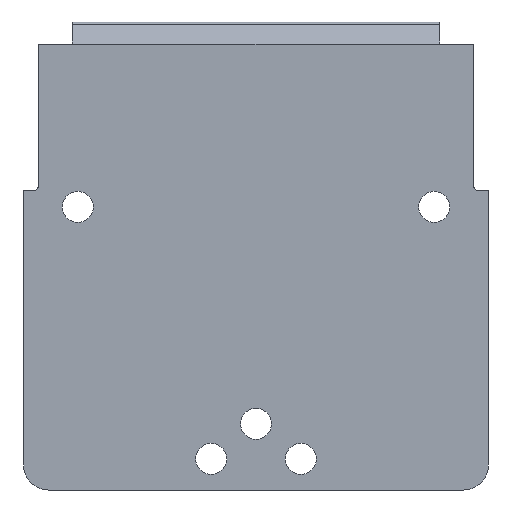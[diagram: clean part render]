
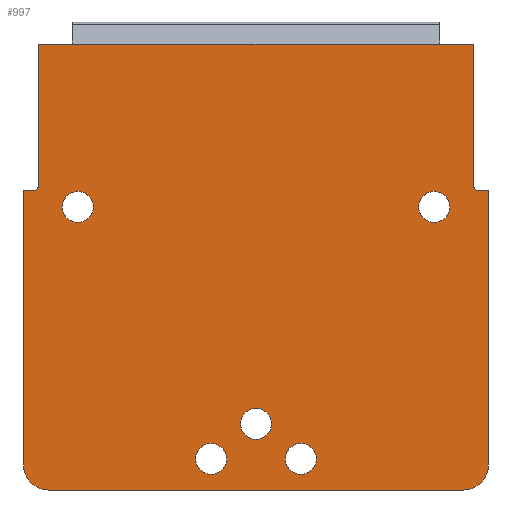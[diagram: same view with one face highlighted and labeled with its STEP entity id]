
A CAD part, front view. The second image highlights one B-rep face of the part: STEP entity #997.
In plain terms, the highlighted planar face has unit normal (0, -1, 0).
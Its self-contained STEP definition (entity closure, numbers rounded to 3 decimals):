
#23=FACE_BOUND('',#170,.T.);
#24=FACE_BOUND('',#171,.T.);
#25=FACE_BOUND('',#172,.T.);
#26=FACE_BOUND('',#173,.T.);
#27=FACE_BOUND('',#174,.T.);
#63=PLANE('',#1082);
#110=FACE_OUTER_BOUND('',#169,.T.);
#169=EDGE_LOOP('',(#879,#880,#881,#882,#883,#884,#885,#886,#887,#888,#889,
#890));
#170=EDGE_LOOP('',(#891));
#171=EDGE_LOOP('',(#892));
#172=EDGE_LOOP('',(#893));
#173=EDGE_LOOP('',(#894));
#174=EDGE_LOOP('',(#895));
#280=LINE('',#1590,#394);
#283=LINE('',#1601,#397);
#285=LINE('',#1604,#399);
#288=LINE('',#1613,#402);
#289=LINE('',#1615,#403);
#290=LINE('',#1619,#404);
#291=LINE('',#1620,#405);
#292=LINE('',#1621,#406);
#394=VECTOR('',#1298,10.);
#397=VECTOR('',#1311,10.);
#399=VECTOR('',#1315,10.);
#402=VECTOR('',#1324,10.);
#403=VECTOR('',#1325,10.);
#404=VECTOR('',#1328,10.);
#405=VECTOR('',#1329,10.);
#406=VECTOR('',#1330,10.);
#429=CIRCLE('',#1070,2.5);
#430=CIRCLE('',#1072,0.5);
#431=CIRCLE('',#1075,1.55);
#432=CIRCLE('',#1077,1.55);
#433=CIRCLE('',#1081,2.5);
#434=CIRCLE('',#1083,0.5);
#435=CIRCLE('',#1084,1.55);
#436=CIRCLE('',#1085,1.55);
#437=CIRCLE('',#1086,1.55);
#513=VERTEX_POINT('',#1576);
#514=VERTEX_POINT('',#1578);
#515=VERTEX_POINT('',#1582);
#516=VERTEX_POINT('',#1583);
#517=VERTEX_POINT('',#1588);
#518=VERTEX_POINT('',#1592);
#519=VERTEX_POINT('',#1596);
#520=VERTEX_POINT('',#1600);
#521=VERTEX_POINT('',#1606);
#522=VERTEX_POINT('',#1608);
#523=VERTEX_POINT('',#1612);
#524=VERTEX_POINT('',#1614);
#525=VERTEX_POINT('',#1616);
#526=VERTEX_POINT('',#1618);
#527=VERTEX_POINT('',#1622);
#528=VERTEX_POINT('',#1624);
#529=VERTEX_POINT('',#1626);
#635=EDGE_CURVE('',#514,#513,#429,.T.);
#637=EDGE_CURVE('',#515,#516,#430,.T.);
#641=EDGE_CURVE('',#517,#516,#280,.T.);
#643=EDGE_CURVE('',#518,#518,#431,.T.);
#645=EDGE_CURVE('',#519,#519,#432,.T.);
#646=EDGE_CURVE('',#515,#520,#283,.T.);
#648=EDGE_CURVE('',#520,#513,#285,.T.);
#650=EDGE_CURVE('',#521,#522,#433,.T.);
#652=EDGE_CURVE('',#517,#523,#288,.T.);
#653=EDGE_CURVE('',#523,#524,#289,.T.);
#654=EDGE_CURVE('',#525,#524,#434,.T.);
#655=EDGE_CURVE('',#525,#526,#290,.T.);
#656=EDGE_CURVE('',#526,#522,#291,.T.);
#657=EDGE_CURVE('',#514,#521,#292,.T.);
#658=EDGE_CURVE('',#527,#527,#435,.T.);
#659=EDGE_CURVE('',#528,#528,#436,.T.);
#660=EDGE_CURVE('',#529,#529,#437,.T.);
#879=ORIENTED_EDGE('',*,*,#652,.T.);
#880=ORIENTED_EDGE('',*,*,#653,.T.);
#881=ORIENTED_EDGE('',*,*,#654,.F.);
#882=ORIENTED_EDGE('',*,*,#655,.T.);
#883=ORIENTED_EDGE('',*,*,#656,.T.);
#884=ORIENTED_EDGE('',*,*,#650,.F.);
#885=ORIENTED_EDGE('',*,*,#657,.F.);
#886=ORIENTED_EDGE('',*,*,#635,.T.);
#887=ORIENTED_EDGE('',*,*,#648,.F.);
#888=ORIENTED_EDGE('',*,*,#646,.F.);
#889=ORIENTED_EDGE('',*,*,#637,.T.);
#890=ORIENTED_EDGE('',*,*,#641,.F.);
#891=ORIENTED_EDGE('',*,*,#645,.T.);
#892=ORIENTED_EDGE('',*,*,#643,.T.);
#893=ORIENTED_EDGE('',*,*,#658,.T.);
#894=ORIENTED_EDGE('',*,*,#659,.F.);
#895=ORIENTED_EDGE('',*,*,#660,.F.);
#997=ADVANCED_FACE('',(#110,#23,#24,#25,#26,#27),#63,.F.);
#1070=AXIS2_PLACEMENT_3D('',#1579,#1286,#1287);
#1072=AXIS2_PLACEMENT_3D('',#1584,#1291,#1292);
#1075=AXIS2_PLACEMENT_3D('',#1594,#1302,#1303);
#1077=AXIS2_PLACEMENT_3D('',#1598,#1307,#1308);
#1081=AXIS2_PLACEMENT_3D('',#1609,#1319,#1320);
#1082=AXIS2_PLACEMENT_3D('',#1611,#1322,#1323);
#1083=AXIS2_PLACEMENT_3D('',#1617,#1326,#1327);
#1084=AXIS2_PLACEMENT_3D('',#1623,#1331,#1332);
#1085=AXIS2_PLACEMENT_3D('',#1625,#1333,#1334);
#1086=AXIS2_PLACEMENT_3D('',#1627,#1335,#1336);
#1286=DIRECTION('center_axis',(0.,-1.,0.));
#1287=DIRECTION('ref_axis',(0.707,0.,-0.707));
#1291=DIRECTION('center_axis',(0.,1.,0.));
#1292=DIRECTION('ref_axis',(-0.707,0.,-0.707));
#1298=DIRECTION('',(0.,0.,-1.));
#1302=DIRECTION('center_axis',(0.,1.,0.));
#1303=DIRECTION('ref_axis',(-1.,0.,0.));
#1307=DIRECTION('center_axis',(0.,1.,0.));
#1308=DIRECTION('ref_axis',(-1.,0.,0.));
#1311=DIRECTION('',(1.,0.,0.));
#1315=DIRECTION('',(0.,0.,-1.));
#1319=DIRECTION('center_axis',(0.,1.,0.));
#1320=DIRECTION('ref_axis',(-0.707,0.,-0.707));
#1322=DIRECTION('center_axis',(0.,1.,0.));
#1323=DIRECTION('ref_axis',(1.,0.,0.));
#1324=DIRECTION('',(-1.,0.,0.));
#1325=DIRECTION('',(0.,0.,-1.));
#1326=DIRECTION('center_axis',(0.,-1.,0.));
#1327=DIRECTION('ref_axis',(0.707,0.,-0.707));
#1328=DIRECTION('',(-1.,0.,0.));
#1329=DIRECTION('',(0.,0.,-1.));
#1330=DIRECTION('',(-1.,0.,0.));
#1331=DIRECTION('center_axis',(0.,1.,0.));
#1332=DIRECTION('ref_axis',(1.,0.,0.));
#1333=DIRECTION('center_axis',(0.,-1.,0.));
#1334=DIRECTION('ref_axis',(1.,0.,0.));
#1335=DIRECTION('center_axis',(0.,-1.,0.));
#1336=DIRECTION('ref_axis',(1.,0.,0.));
#1576=CARTESIAN_POINT('',(23.2,25.088,-28.743));
#1578=CARTESIAN_POINT('',(20.7,25.088,-31.243));
#1579=CARTESIAN_POINT('Origin',(20.7,25.088,-28.743));
#1582=CARTESIAN_POINT('',(22.2,25.088,-1.343));
#1583=CARTESIAN_POINT('',(21.7,25.088,-0.843));
#1584=CARTESIAN_POINT('Origin',(22.2,25.088,-0.843));
#1588=CARTESIAN_POINT('',(21.7,25.088,13.257));
#1590=CARTESIAN_POINT('',(21.7,25.088,13.257));
#1592=CARTESIAN_POINT('',(19.33,25.088,-3.));
#1594=CARTESIAN_POINT('Origin',(17.78,25.088,-3.));
#1596=CARTESIAN_POINT('',(6.03,25.088,-28.143));
#1598=CARTESIAN_POINT('Origin',(4.48,25.088,-28.143));
#1600=CARTESIAN_POINT('',(23.2,25.088,-1.343));
#1601=CARTESIAN_POINT('',(21.7,25.088,-1.343));
#1604=CARTESIAN_POINT('',(23.2,25.088,-1.343));
#1606=CARTESIAN_POINT('',(-20.7,25.088,-31.243));
#1608=CARTESIAN_POINT('',(-23.2,25.088,-28.743));
#1609=CARTESIAN_POINT('Origin',(-20.7,25.088,-28.743));
#1611=CARTESIAN_POINT('Origin',(-11.6,25.088,-8.993));
#1612=CARTESIAN_POINT('',(-21.7,25.088,13.257));
#1613=CARTESIAN_POINT('',(0.,25.088,13.257));
#1614=CARTESIAN_POINT('',(-21.7,25.088,-0.843));
#1615=CARTESIAN_POINT('',(-21.7,25.088,13.257));
#1616=CARTESIAN_POINT('',(-22.2,25.088,-1.343));
#1617=CARTESIAN_POINT('Origin',(-22.2,25.088,-0.843));
#1618=CARTESIAN_POINT('',(-23.2,25.088,-1.343));
#1619=CARTESIAN_POINT('',(-21.7,25.088,-1.343));
#1620=CARTESIAN_POINT('',(-23.2,25.088,-1.343));
#1621=CARTESIAN_POINT('',(23.2,25.088,-31.243));
#1622=CARTESIAN_POINT('',(-1.55,25.088,-24.643));
#1623=CARTESIAN_POINT('Origin',(0.,25.088,-24.643));
#1624=CARTESIAN_POINT('',(-19.33,25.088,-3.));
#1625=CARTESIAN_POINT('Origin',(-17.78,25.088,-3.));
#1626=CARTESIAN_POINT('',(-6.03,25.088,-28.143));
#1627=CARTESIAN_POINT('Origin',(-4.48,25.088,-28.143));
